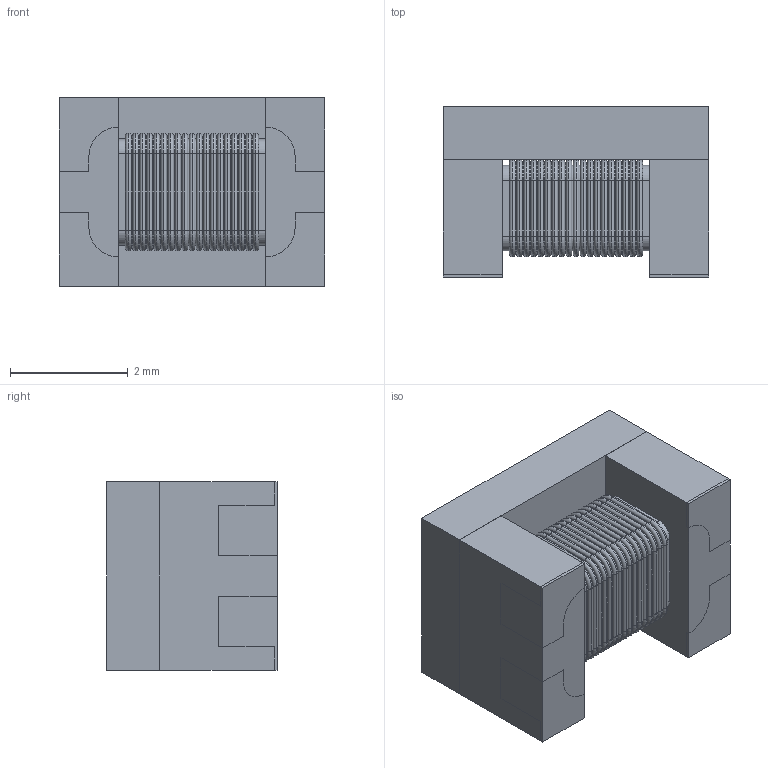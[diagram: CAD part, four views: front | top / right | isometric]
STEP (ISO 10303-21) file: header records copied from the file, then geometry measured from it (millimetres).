
FILE_DESCRIPTION (( 'STEP AP214' ), '1' );
FILE_NAME ('DLW43MH201XK2K.STEP', '2019-12-18T12:26:21', ( '' ), ( '' ), 'SwSTEP 2.0', 'SolidWorks 2017', '' );
FILE_SCHEMA (( 'AUTOMOTIVE_DESIGN' ));
Length unit declared in the file: millimetre
Products named in the file (1): DLW43MH201XK2K
Bounding box: 4.5 x 2.9 x 3.2 mm (x, y, z)
Volume: 33.1 mm3; surface area: 152.5 mm2
Topology: 25 solids, 25 shells, 440 faces, 936 edges, 510 vertices
Faces by surface type: cylinder 202, torus 152, plane 86
Entity records: 15532 total; most frequent: DIRECTION 2336, CARTESIAN_POINT 1887, ORIENTED_EDGE 1872, AXIS2_PLACEMENT_3D 959, EDGE_CURVE 936, CIRCLE 518, VERTEX_POINT 510, EDGE_LOOP 442
